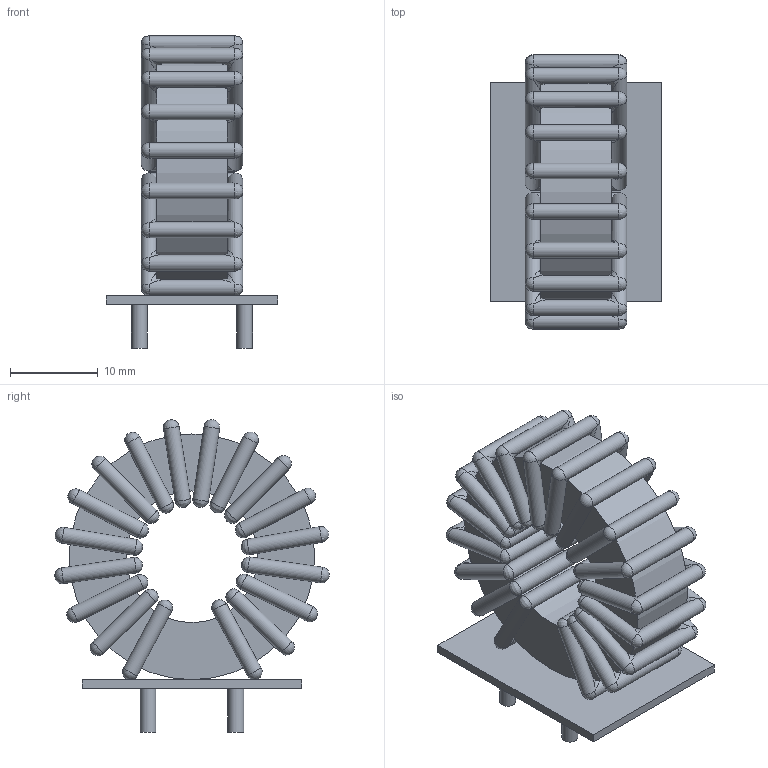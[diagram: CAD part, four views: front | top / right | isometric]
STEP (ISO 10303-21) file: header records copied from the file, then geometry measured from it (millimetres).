
FILE_DESCRIPTION(('FreeCAD Model'),'2;1');
FILE_NAME('S14100038_cp.step', '2020-06-30T22:27:17',('kicad StepUp'),('ksu MCAD'), 'Open CASCADE STEP processor 7.3','FreeCAD','Unknown');
FILE_SCHEMA(('AUTOMOTIVE_DESIGN { 1 0 10303 214 1 1 1 1 }'));
Length unit declared in the file: millimetre
Products named in the file (1): S14100038_cp
Bounding box: 19.5 x 31.3 x 35.63 mm (x, y, z)
Volume: 5701.3 mm3; surface area: 6786.2 mm2
Topology: 24 solids, 24 shells, 202 faces, 688 edges, 282 vertices
Faces by surface type: cylinder 78, bspline 54, sphere 54, plane 16
Full cylindrical faces by diameter (mm): 1.8 x76, 15 x1, 28 x1
Entity records: 9836 total; most frequent: CARTESIAN_POINT 3603, DIRECTION 1152, ORIENTED_EDGE 944, AXIS2_PLACEMENT_3D 531, EDGE_CURVE 472, VERTEX_POINT 282, ELLIPSE 252, FACE_BOUND 204
